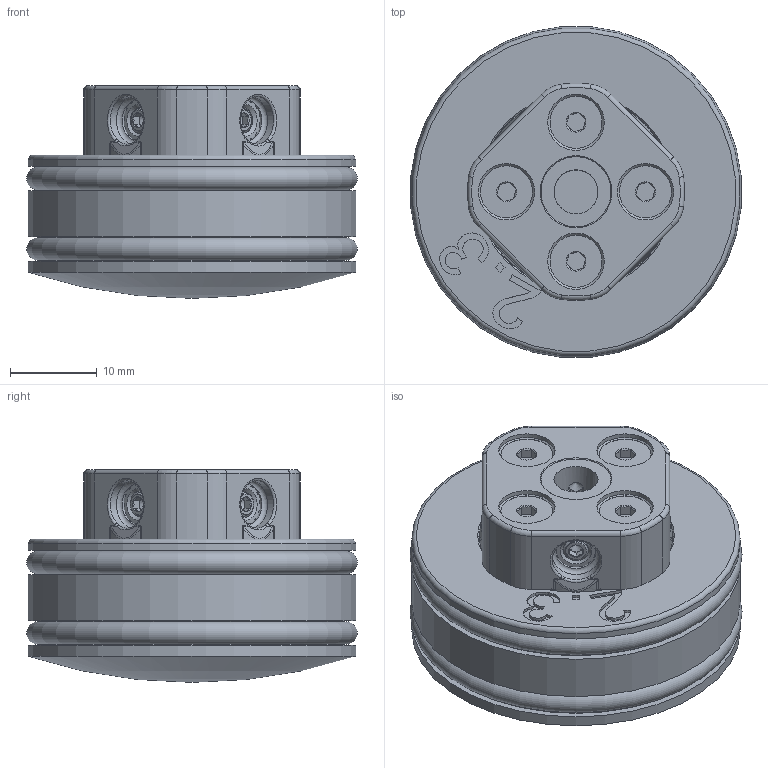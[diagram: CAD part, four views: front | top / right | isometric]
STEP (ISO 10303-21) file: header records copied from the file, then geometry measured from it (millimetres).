
FILE_DESCRIPTION(/* description */ (''),/* implementation_level */ '2;1');
FILE_NAME(/* name */ 'Plunger assembly.stp',/* time_stamp */ '2024-08-17T15:15:01-06:00',/* author */ ('PC'),/* organization */ (''),/* preprocessor_version */ 'ST-DEVELOPER v20',/* originating_system */ 'Autodesk Inventor 2025',/* authorisation */ '');
FILE_SCHEMA (('AUTOMOTIVE_DESIGN { 1 0 10303 214 3 1 1 }'));
Length unit declared in the file: millimetre
Products named in the file (7): Plunger assembly; 9452K89_Oil-Resistant Buna-N O-Ring; Plunger V2; Lead Screw Holder; M3 x 16 FHCS; M3 Threaded Insert; 91390A099_Alloy Steel Cup-Point Set Screw
Assembly tree (20 placements, depth 2):
  Plunger assembly
    9452K89_Oil-Resistant Buna-N O-Ring  x2
    M3 Threaded Insert  x8
    Plunger V2
    Lead Screw Holder
    M3 x 16 FHCS  x4
    91390A099_Alloy Steel Cup-Point Set Screw  x4
Bounding box: 38.08 x 38.08 x 24.49 mm (x, y, z)
Volume: 19274.9 mm3; surface area: 12520.6 mm2
Topology: 20 solids, 20 shells, 1422 faces, 3818 edges, 2475 vertices
Faces by surface type: bspline 708, cylinder 396, plane 179, cone 111, torus 27, sphere 1
Full cylindrical faces by diameter (mm): 2.35 x36, 2.9 x8, 3 x32, 3.4 x12, 4.05 x4, 4.2 x8, 4.25 x8, 4.6 x12, 5.075 x1, 5.5 x4, 6 x4, 6.5 x4, 10.15 x1, 10.3 x1, 22.15 x1, 22.35 x1, 37.8 x3
Entity records: 18187 total; most frequent: CARTESIAN_POINT 8662, ORIENTED_EDGE 2102, DIRECTION 1635, EDGE_CURVE 1051, VERTEX_POINT 673, AXIS2_PLACEMENT_3D 673, EDGE_LOOP 450, FACE_OUTER_BOUND 410
